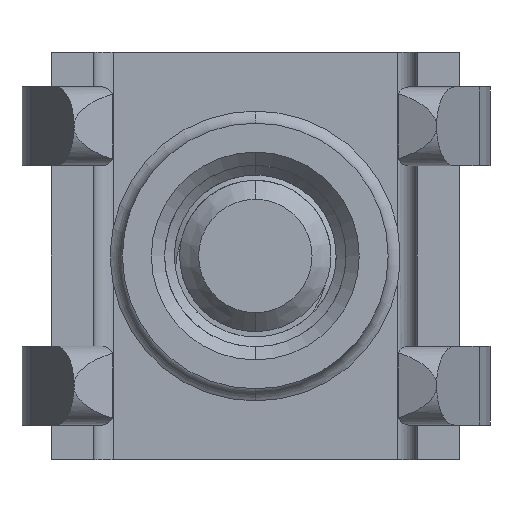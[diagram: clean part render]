
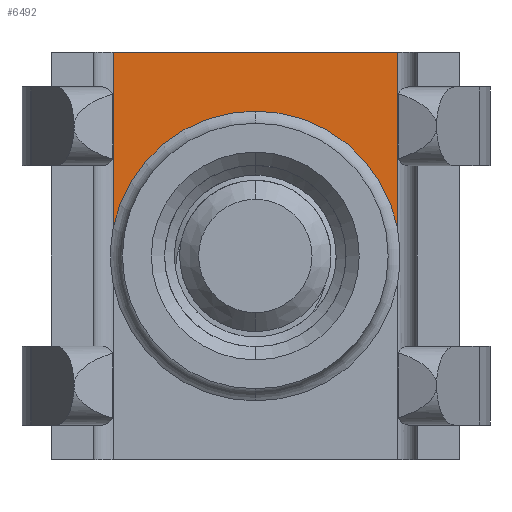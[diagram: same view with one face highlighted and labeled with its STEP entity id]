
A CAD part, front view. The second image highlights one B-rep face of the part: STEP entity #6492.
In plain terms, the highlighted planar face has unit normal (0, -1, 0).
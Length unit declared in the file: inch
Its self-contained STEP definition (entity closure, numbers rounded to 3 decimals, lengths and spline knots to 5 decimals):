
#8 = ORIENTED_EDGE ( 'NONE', *, *, #617, .F. ) ;
#139 = ORIENTED_EDGE ( 'NONE', *, *, #8127, .T. ) ;
#415 = CARTESIAN_POINT ( 'NONE',  ( -0.17615, 0.13737, 0.22536 ) ) ;
#440 = CARTESIAN_POINT ( 'NONE',  ( 0.03985, 0.13737, 0.09207 ) ) ;
#478 = LINE ( 'NONE', #7901, #7280 ) ;
#582 = EDGE_CURVE ( 'NONE', #656, #4675, #6914, .T. ) ;
#604 = DIRECTION ( 'NONE',  ( 0., 1., 0. ) ) ;
#609 = EDGE_CURVE ( 'NONE', #5541, #4317, #3920, .T. ) ;
#611 = VERTEX_POINT ( 'NONE', #7891 ) ;
#617 = EDGE_CURVE ( 'NONE', #4317, #4675, #478, .T. ) ;
#656 = VERTEX_POINT ( 'NONE', #2990 ) ;
#1102 = AXIS2_PLACEMENT_3D ( 'NONE', #3023, #2402, #3857 ) ;
#1706 = AXIS2_PLACEMENT_3D ( 'NONE', #3346, #7820, #3989 ) ;
#2255 = VECTOR ( 'NONE', #4944, 39.37008 ) ;
#2402 = DIRECTION ( 'NONE',  ( 0., 1., 0. ) ) ;
#2990 = CARTESIAN_POINT ( 'NONE',  ( -0.06815, 0.13737, 0.18052 ) ) ;
#3023 = CARTESIAN_POINT ( 'NONE',  ( -0.06815, 0.13737, 0.07036 ) ) ;
#3141 = PLANE ( 'NONE',  #6508 ) ;
#3298 = ORIENTED_EDGE ( 'NONE', *, *, #6626, .T. ) ;
#3346 = CARTESIAN_POINT ( 'NONE',  ( -0.06815, 0.13737, 0.07036 ) ) ;
#3495 = CIRCLE ( 'NONE', #1706, 0.11016 ) ;
#3857 = DIRECTION ( 'NONE',  ( 0., 0., 1. ) ) ;
#3920 = LINE ( 'NONE', #8179, #6453 ) ;
#3989 = DIRECTION ( 'NONE',  ( 0., 0., 1. ) ) ;
#4269 = ORIENTED_EDGE ( 'NONE', *, *, #582, .T. ) ;
#4317 = VERTEX_POINT ( 'NONE', #7925 ) ;
#4457 = CARTESIAN_POINT ( 'NONE',  ( -0.17615, 0.13737, 0.22536 ) ) ;
#4639 = CARTESIAN_POINT ( 'NONE',  ( -0.17615, 0.13737, 0.22536 ) ) ;
#4675 = VERTEX_POINT ( 'NONE', #440 ) ;
#4944 = DIRECTION ( 'NONE',  ( 0., 0., -1. ) ) ;
#5119 = DIRECTION ( 'NONE',  ( 0., 0., 1. ) ) ;
#5541 = VERTEX_POINT ( 'NONE', #4639 ) ;
#6442 = EDGE_LOOP ( 'NONE', ( #3298, #4269, #8, #7993, #139 ) ) ;
#6453 = VECTOR ( 'NONE', #8169, 39.37008 ) ;
#6492 = ADVANCED_FACE ( 'NONE', ( #7810 ), #3141, .F. ) ;
#6508 = AXIS2_PLACEMENT_3D ( 'NONE', #4457, #604, #5119 ) ;
#6626 = EDGE_CURVE ( 'NONE', #611, #656, #3495, .T. ) ;
#6914 = CIRCLE ( 'NONE', #1102, 0.11016 ) ;
#7207 = LINE ( 'NONE', #415, #2255 ) ;
#7280 = VECTOR ( 'NONE', #7850, 39.37008 ) ;
#7810 = FACE_OUTER_BOUND ( 'NONE', #6442, .T. ) ;
#7820 = DIRECTION ( 'NONE',  ( 0., 1., 0. ) ) ;
#7850 = DIRECTION ( 'NONE',  ( 0., 0., -1. ) ) ;
#7891 = CARTESIAN_POINT ( 'NONE',  ( -0.17615, 0.13737, 0.09207 ) ) ;
#7901 = CARTESIAN_POINT ( 'NONE',  ( 0.03985, 0.13737, 0.22536 ) ) ;
#7925 = CARTESIAN_POINT ( 'NONE',  ( 0.03985, 0.13737, 0.22536 ) ) ;
#7993 = ORIENTED_EDGE ( 'NONE', *, *, #609, .F. ) ;
#8127 = EDGE_CURVE ( 'NONE', #5541, #611, #7207, .T. ) ;
#8169 = DIRECTION ( 'NONE',  ( 1., 0., 0. ) ) ;
#8179 = CARTESIAN_POINT ( 'NONE',  ( -0.17615, 0.13737, 0.22536 ) ) ;
